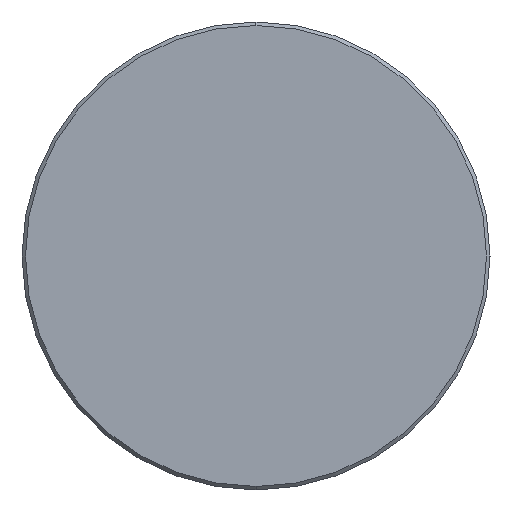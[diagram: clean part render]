
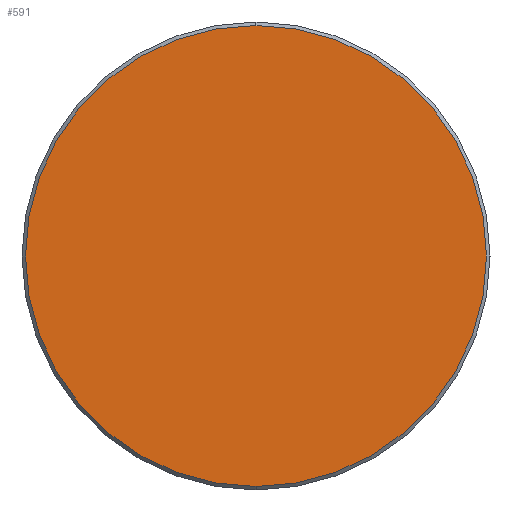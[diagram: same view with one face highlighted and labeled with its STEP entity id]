
A CAD part, left-side view. The second image highlights one B-rep face of the part: STEP entity #591.
In plain terms, the highlighted planar face has unit normal (-1, 0, 0).
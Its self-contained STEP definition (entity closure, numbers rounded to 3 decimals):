
#6 = AXIS2_PLACEMENT_3D ( 'NONE', #582, #585, #1125 ) ;
#66 = CIRCLE ( 'NONE', #793, 19.7 ) ;
#103 = EDGE_LOOP ( 'NONE', ( #1105, #280 ) ) ;
#121 = DIRECTION ( 'NONE',  ( 0., 0., 1. ) ) ;
#145 = AXIS2_PLACEMENT_3D ( 'NONE', #291, #194, #121 ) ;
#194 = DIRECTION ( 'NONE',  ( -1., 0., 0. ) ) ;
#251 = FACE_OUTER_BOUND ( 'NONE', #103, .T. ) ;
#280 = ORIENTED_EDGE ( 'NONE', *, *, #725, .T. ) ;
#282 = VERTEX_POINT ( 'NONE', #1016 ) ;
#291 = CARTESIAN_POINT ( 'NONE',  ( -76., -19.936, -19.936 ) ) ;
#298 = CARTESIAN_POINT ( 'NONE',  ( -76., 0., 19.7 ) ) ;
#316 = DIRECTION ( 'NONE',  ( -1., 0., 0. ) ) ;
#338 = CIRCLE ( 'NONE', #6, 19.7 ) ;
#409 = VERTEX_POINT ( 'NONE', #298 ) ;
#481 = DIRECTION ( 'NONE',  ( 0., 0., -1. ) ) ;
#582 = CARTESIAN_POINT ( 'NONE',  ( -76., 0., 0. ) ) ;
#585 = DIRECTION ( 'NONE',  ( -1., 0., 0. ) ) ;
#591 = ADVANCED_FACE ( 'NONE', ( #251 ), #723, .T. ) ;
#723 = PLANE ( 'NONE',  #145 ) ;
#725 = EDGE_CURVE ( 'NONE', #409, #282, #66, .T. ) ;
#793 = AXIS2_PLACEMENT_3D ( 'NONE', #1015, #316, #481 ) ;
#859 = EDGE_CURVE ( 'NONE', #282, #409, #338, .T. ) ;
#1015 = CARTESIAN_POINT ( 'NONE',  ( -76., 0., 0. ) ) ;
#1016 = CARTESIAN_POINT ( 'NONE',  ( -76., 0., -19.7 ) ) ;
#1105 = ORIENTED_EDGE ( 'NONE', *, *, #859, .T. ) ;
#1125 = DIRECTION ( 'NONE',  ( 0., 0., -1. ) ) ;
